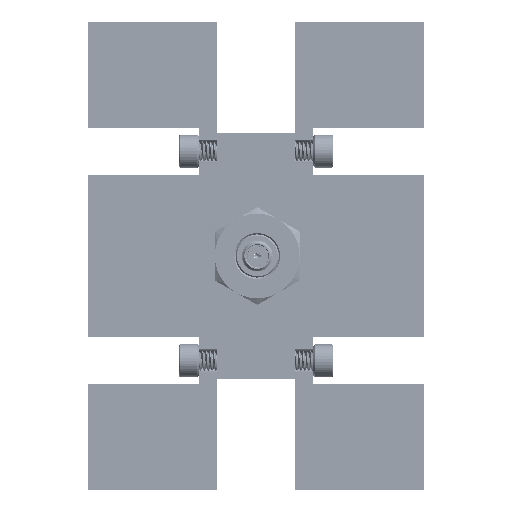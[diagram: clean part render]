
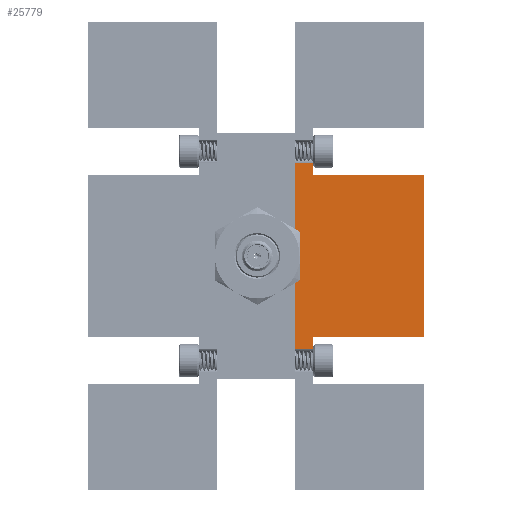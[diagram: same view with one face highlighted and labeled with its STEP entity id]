
A CAD part, left-side view. The second image highlights one B-rep face of the part: STEP entity #25779.
In plain terms, the highlighted planar face has unit normal (-1, 0, 0).
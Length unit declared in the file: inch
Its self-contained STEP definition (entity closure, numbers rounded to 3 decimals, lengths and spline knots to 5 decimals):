
#1495 = EDGE_CURVE ( 'NONE', #12713, #22124, #51325, .T. ) ;
#1751 = DIRECTION ( 'NONE',  ( 0., 0., 1. ) ) ;
#2159 = VECTOR ( 'NONE', #35293, 39.37008 ) ;
#2620 = VECTOR ( 'NONE', #1751, 39.37008 ) ;
#3029 = VECTOR ( 'NONE', #14362, 39.37008 ) ;
#3835 = CARTESIAN_POINT ( 'NONE',  ( -2.31, 0.15, -0.755 ) ) ;
#3857 = EDGE_CURVE ( 'NONE', #45324, #21233, #28175, .T. ) ;
#6767 = EDGE_CURVE ( 'NONE', #44837, #23301, #19516, .T. ) ;
#7190 = ORIENTED_EDGE ( 'NONE', *, *, #53323, .F. ) ;
#7755 = VECTOR ( 'NONE', #24859, 39.37008 ) ;
#8303 = LINE ( 'NONE', #21070, #7755 ) ;
#8562 = VECTOR ( 'NONE', #26145, 39.37008 ) ;
#8768 = CARTESIAN_POINT ( 'NONE',  ( -2.31, 0., 0. ) ) ;
#9222 = CARTESIAN_POINT ( 'NONE',  ( -2.31, 0.15, 1.04 ) ) ;
#9368 = LINE ( 'NONE', #17280, #2620 ) ;
#10161 = CARTESIAN_POINT ( 'NONE',  ( -2.31, 1.05, -0.66 ) ) ;
#10488 = EDGE_LOOP ( 'NONE', ( #27694, #7190, #15571, #15428, #16801, #11177, #17006, #17138 ) ) ;
#11177 = ORIENTED_EDGE ( 'NONE', *, *, #15786, .F. ) ;
#11385 = CARTESIAN_POINT ( 'NONE',  ( -2.31, 0.15, 0.66 ) ) ;
#12561 = PLANE ( 'NONE',  #34479 ) ;
#12713 = VERTEX_POINT ( 'NONE', #20401 ) ;
#14362 = DIRECTION ( 'NONE',  ( 0., 1., 0. ) ) ;
#15428 = ORIENTED_EDGE ( 'NONE', *, *, #26179, .F. ) ;
#15571 = ORIENTED_EDGE ( 'NONE', *, *, #6767, .T. ) ;
#15786 = EDGE_CURVE ( 'NONE', #22124, #45324, #8303, .T. ) ;
#16293 = CARTESIAN_POINT ( 'NONE',  ( -2.31, 0., 1.9 ) ) ;
#16801 = ORIENTED_EDGE ( 'NONE', *, *, #3857, .F. ) ;
#16911 = DIRECTION ( 'NONE',  ( 0., 0., 1. ) ) ;
#17006 = ORIENTED_EDGE ( 'NONE', *, *, #1495, .F. ) ;
#17138 = ORIENTED_EDGE ( 'NONE', *, *, #27374, .F. ) ;
#17280 = CARTESIAN_POINT ( 'NONE',  ( -2.31, 0.15, -0.66 ) ) ;
#18282 = LINE ( 'NONE', #51563, #8562 ) ;
#18977 = CARTESIAN_POINT ( 'NONE',  ( -2.31, 0., 0.755 ) ) ;
#19516 = LINE ( 'NONE', #18977, #3029 ) ;
#20401 = CARTESIAN_POINT ( 'NONE',  ( -2.31, 0.15, -0.66 ) ) ;
#21070 = CARTESIAN_POINT ( 'NONE',  ( -2.31, 1.05, 0.66 ) ) ;
#21233 = VERTEX_POINT ( 'NONE', #39580 ) ;
#22124 = VERTEX_POINT ( 'NONE', #35864 ) ;
#23301 = VERTEX_POINT ( 'NONE', #24601 ) ;
#23537 = VECTOR ( 'NONE', #24638, 39.37008 ) ;
#24601 = CARTESIAN_POINT ( 'NONE',  ( -2.31, 0.15, 0.755 ) ) ;
#24638 = DIRECTION ( 'NONE',  ( 0., -1., 0. ) ) ;
#24859 = DIRECTION ( 'NONE',  ( 0., 0., 1. ) ) ;
#25779 = ADVANCED_FACE ( 'NONE', ( #49669 ), #12561, .T. ) ;
#26145 = DIRECTION ( 'NONE',  ( 0., 1., 0. ) ) ;
#26179 = EDGE_CURVE ( 'NONE', #21233, #23301, #29848, .T. ) ;
#27374 = EDGE_CURVE ( 'NONE', #39887, #12713, #9368, .T. ) ;
#27694 = ORIENTED_EDGE ( 'NONE', *, *, #28774, .F. ) ;
#28175 = LINE ( 'NONE', #11385, #23537 ) ;
#28774 = EDGE_CURVE ( 'NONE', #45129, #39887, #18282, .T. ) ;
#29848 = LINE ( 'NONE', #9222, #48290 ) ;
#30322 = CARTESIAN_POINT ( 'NONE',  ( -2.31, 0., -0.755 ) ) ;
#32295 = LINE ( 'NONE', #16293, #2159 ) ;
#34479 = AXIS2_PLACEMENT_3D ( 'NONE', #8768, #37502, #16911 ) ;
#35101 = DIRECTION ( 'NONE',  ( 0., 1., 0. ) ) ;
#35293 = DIRECTION ( 'NONE',  ( 0., 0., -1. ) ) ;
#35864 = CARTESIAN_POINT ( 'NONE',  ( -2.31, 1.05, -0.66 ) ) ;
#37502 = DIRECTION ( 'NONE',  ( -1., 0., 0. ) ) ;
#39580 = CARTESIAN_POINT ( 'NONE',  ( -2.31, 0.15, 0.66 ) ) ;
#39887 = VERTEX_POINT ( 'NONE', #3835 ) ;
#44837 = VERTEX_POINT ( 'NONE', #52277 ) ;
#45129 = VERTEX_POINT ( 'NONE', #30322 ) ;
#45324 = VERTEX_POINT ( 'NONE', #50018 ) ;
#47404 = DIRECTION ( 'NONE',  ( 0., 0., 1. ) ) ;
#48054 = VECTOR ( 'NONE', #35101, 39.37008 ) ;
#48290 = VECTOR ( 'NONE', #47404, 39.37008 ) ;
#49669 = FACE_OUTER_BOUND ( 'NONE', #10488, .T. ) ;
#50018 = CARTESIAN_POINT ( 'NONE',  ( -2.31, 1.05, 0.66 ) ) ;
#51325 = LINE ( 'NONE', #10161, #48054 ) ;
#51563 = CARTESIAN_POINT ( 'NONE',  ( -2.31, 0., -0.755 ) ) ;
#52277 = CARTESIAN_POINT ( 'NONE',  ( -2.31, 0., 0.755 ) ) ;
#53323 = EDGE_CURVE ( 'NONE', #44837, #45129, #32295, .T. ) ;
